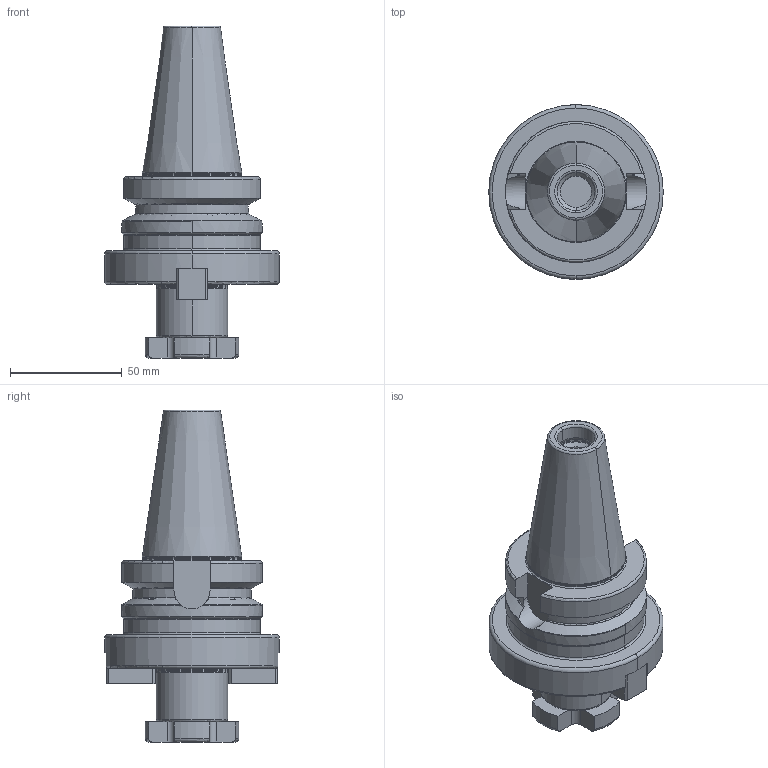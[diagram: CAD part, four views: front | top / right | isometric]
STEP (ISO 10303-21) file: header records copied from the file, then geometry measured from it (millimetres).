
FILE_DESCRIPTION((''),'2;1');
FILE_NAME('405_11_32','2020-07-29T',('101107'),(''),'CREO PARAMETRIC BY PTC INC, 2016260','CREO PARAMETRIC BY PTC INC, 2016260','');
FILE_SCHEMA(('CONFIG_CONTROL_DESIGN'));
Length unit declared in the file: millimetre
Products named in the file (1): 405_11_32
Bounding box: 78 x 78 x 148.4 mm (x, y, z)
Volume: 242822.4 mm3; surface area: 40690.5 mm2
Topology: 1 solids, 5 shells, 218 faces, 522 edges, 322 vertices
Faces by surface type: plane 88, cylinder 60, torus 40, cone 30
Entity records: 6578 total; most frequent: CARTESIAN_POINT 1364, DIRECTION 1149, ORIENTED_EDGE 1044, EDGE_CURVE 522, AXIS2_PLACEMENT_3D 448, VERTEX_POINT 322, VECTOR 253, LINE 253
